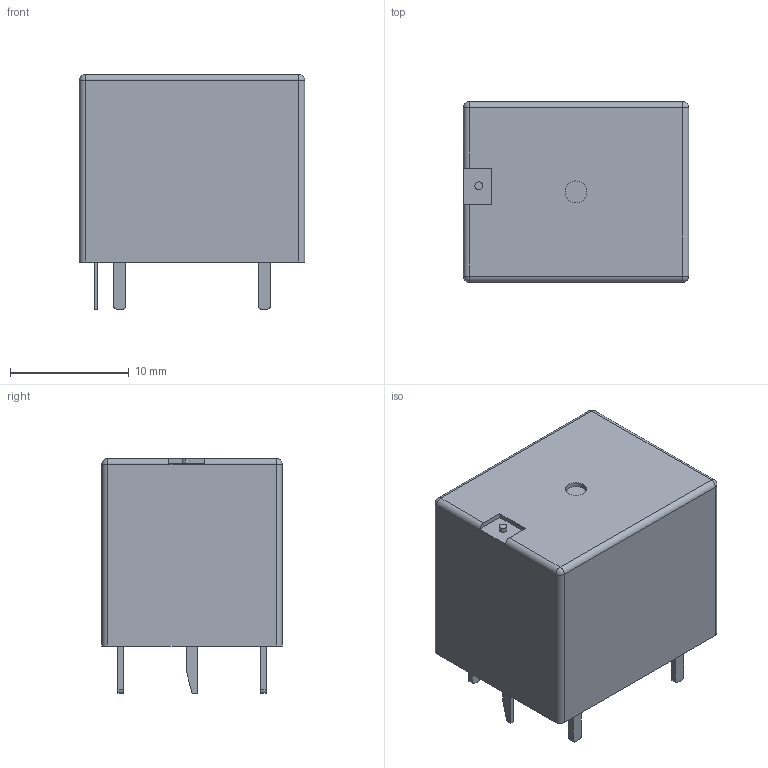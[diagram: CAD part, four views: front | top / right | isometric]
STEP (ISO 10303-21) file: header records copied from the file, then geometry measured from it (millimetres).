
FILE_DESCRIPTION (( 'STEP AP214' ), '1' );
FILE_NAME ('RELAY-TH_973-XXVDC-SL-A.step', '2022-07-09T12:57:38', ( '' ), ( '' ), 'SwSTEP 2.0', 'SolidWorks 2020', '' );
FILE_SCHEMA (( 'AUTOMOTIVE_DESIGN' ));
Length unit declared in the file: millimetre
Products named in the file (1): RELAY-TH_973-XXVDC-SL-A
Bounding box: 19 x 15.21 x 19.8 mm (x, y, z)
Volume: 4559.4 mm3; surface area: 1681.7 mm2
Topology: 1 solids, 1 shells, 338 faces, 904 edges, 596 vertices
Faces by surface type: plane 204, bspline 112, cylinder 18, sphere 4
Entity records: 14446 total; most frequent: CARTESIAN_POINT 3939, ORIENTED_EDGE 1800, DIRECTION 1164, EDGE_CURVE 900, VECTOR 634, LINE 634, VERTEX_POINT 596, EDGE_LOOP 370
